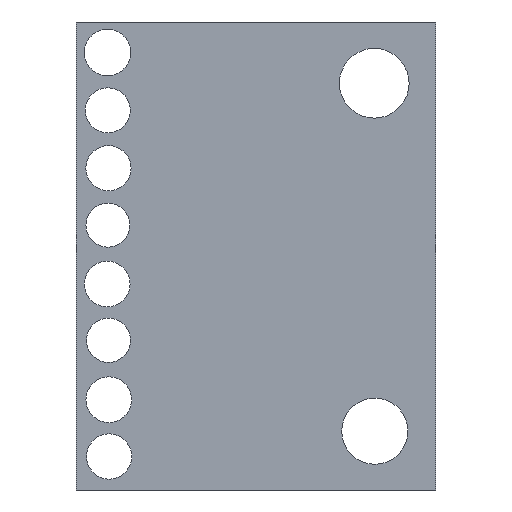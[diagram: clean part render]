
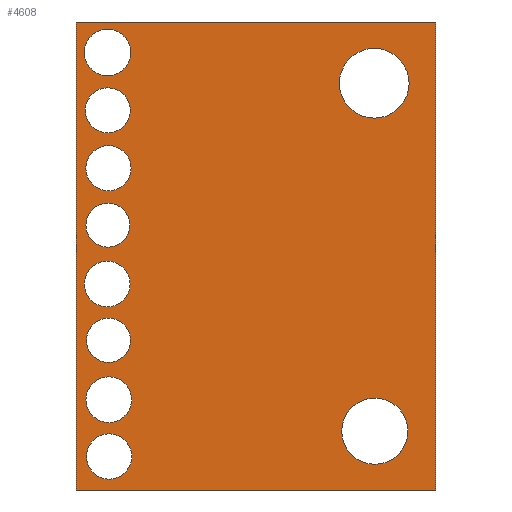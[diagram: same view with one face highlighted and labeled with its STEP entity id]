
A CAD part, front view. The second image highlights one B-rep face of the part: STEP entity #4608.
In plain terms, the highlighted planar face has unit normal (0, -1, 0).
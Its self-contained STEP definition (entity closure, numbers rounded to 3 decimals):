
#135=FACE_BOUND('',#781,.T.);
#136=FACE_BOUND('',#782,.T.);
#137=FACE_BOUND('',#783,.T.);
#138=FACE_BOUND('',#784,.T.);
#139=FACE_BOUND('',#785,.T.);
#140=FACE_BOUND('',#786,.T.);
#141=FACE_BOUND('',#787,.T.);
#142=FACE_BOUND('',#788,.T.);
#143=FACE_BOUND('',#789,.T.);
#144=FACE_BOUND('',#790,.T.);
#166=PLANE('',#5007);
#456=FACE_OUTER_BOUND('',#780,.T.);
#780=EDGE_LOOP('',(#3385,#3386,#3387,#3388));
#781=EDGE_LOOP('',(#3389));
#782=EDGE_LOOP('',(#3390));
#783=EDGE_LOOP('',(#3391));
#784=EDGE_LOOP('',(#3392));
#785=EDGE_LOOP('',(#3393));
#786=EDGE_LOOP('',(#3394));
#787=EDGE_LOOP('',(#3395));
#788=EDGE_LOOP('',(#3396));
#789=EDGE_LOOP('',(#3397));
#790=EDGE_LOOP('',(#3398));
#1117=LINE('',#6726,#1679);
#1120=LINE('',#6732,#1682);
#1123=LINE('',#6738,#1685);
#1126=LINE('',#6742,#1688);
#1679=VECTOR('',#5422,10.);
#1682=VECTOR('',#5427,10.);
#1685=VECTOR('',#5432,10.);
#1688=VECTOR('',#5437,10.);
#2230=CIRCLE('',#4974,0.98);
#2232=CIRCLE('',#4977,0.954);
#2234=CIRCLE('',#4980,1.01);
#2236=CIRCLE('',#4983,0.989);
#2238=CIRCLE('',#4986,1.508);
#2240=CIRCLE('',#4989,0.99);
#2242=CIRCLE('',#4992,0.978);
#2244=CIRCLE('',#4995,0.974);
#2246=CIRCLE('',#4998,0.956);
#2248=CIRCLE('',#5001,1.432);
#2282=VERTEX_POINT('',#6662);
#2284=VERTEX_POINT('',#6668);
#2286=VERTEX_POINT('',#6674);
#2288=VERTEX_POINT('',#6680);
#2290=VERTEX_POINT('',#6686);
#2292=VERTEX_POINT('',#6692);
#2294=VERTEX_POINT('',#6698);
#2296=VERTEX_POINT('',#6704);
#2298=VERTEX_POINT('',#6710);
#2300=VERTEX_POINT('',#6716);
#2303=VERTEX_POINT('',#6723);
#2304=VERTEX_POINT('',#6725);
#2306=VERTEX_POINT('',#6731);
#2308=VERTEX_POINT('',#6737);
#2695=EDGE_CURVE('',#2282,#2282,#2230,.T.);
#2698=EDGE_CURVE('',#2284,#2284,#2232,.T.);
#2701=EDGE_CURVE('',#2286,#2286,#2234,.T.);
#2704=EDGE_CURVE('',#2288,#2288,#2236,.T.);
#2707=EDGE_CURVE('',#2290,#2290,#2238,.T.);
#2710=EDGE_CURVE('',#2292,#2292,#2240,.T.);
#2713=EDGE_CURVE('',#2294,#2294,#2242,.T.);
#2716=EDGE_CURVE('',#2296,#2296,#2244,.T.);
#2719=EDGE_CURVE('',#2298,#2298,#2246,.T.);
#2722=EDGE_CURVE('',#2300,#2300,#2248,.T.);
#2725=EDGE_CURVE('',#2304,#2303,#1117,.T.);
#2728=EDGE_CURVE('',#2306,#2304,#1120,.T.);
#2731=EDGE_CURVE('',#2308,#2306,#1123,.T.);
#2734=EDGE_CURVE('',#2303,#2308,#1126,.T.);
#3385=ORIENTED_EDGE('',*,*,#2734,.T.);
#3386=ORIENTED_EDGE('',*,*,#2731,.T.);
#3387=ORIENTED_EDGE('',*,*,#2728,.T.);
#3388=ORIENTED_EDGE('',*,*,#2725,.T.);
#3389=ORIENTED_EDGE('',*,*,#2695,.T.);
#3390=ORIENTED_EDGE('',*,*,#2698,.T.);
#3391=ORIENTED_EDGE('',*,*,#2701,.T.);
#3392=ORIENTED_EDGE('',*,*,#2704,.T.);
#3393=ORIENTED_EDGE('',*,*,#2707,.T.);
#3394=ORIENTED_EDGE('',*,*,#2710,.T.);
#3395=ORIENTED_EDGE('',*,*,#2713,.T.);
#3396=ORIENTED_EDGE('',*,*,#2716,.T.);
#3397=ORIENTED_EDGE('',*,*,#2719,.T.);
#3398=ORIENTED_EDGE('',*,*,#2722,.T.);
#4608=ADVANCED_FACE('',(#456,#135,#136,#137,#138,#139,#140,#141,#142,#143,
#144),#166,.T.);
#4974=AXIS2_PLACEMENT_3D('',#6664,#5353,#5354);
#4977=AXIS2_PLACEMENT_3D('',#6670,#5360,#5361);
#4980=AXIS2_PLACEMENT_3D('',#6676,#5367,#5368);
#4983=AXIS2_PLACEMENT_3D('',#6682,#5374,#5375);
#4986=AXIS2_PLACEMENT_3D('',#6688,#5381,#5382);
#4989=AXIS2_PLACEMENT_3D('',#6694,#5388,#5389);
#4992=AXIS2_PLACEMENT_3D('',#6700,#5395,#5396);
#4995=AXIS2_PLACEMENT_3D('',#6706,#5402,#5403);
#4998=AXIS2_PLACEMENT_3D('',#6712,#5409,#5410);
#5001=AXIS2_PLACEMENT_3D('',#6718,#5416,#5417);
#5007=AXIS2_PLACEMENT_3D('',#6744,#5440,#5441);
#5353=DIRECTION('center_axis',(0.,1.,0.));
#5354=DIRECTION('ref_axis',(1.,0.,0.));
#5360=DIRECTION('center_axis',(0.,1.,0.));
#5361=DIRECTION('ref_axis',(1.,0.,0.));
#5367=DIRECTION('center_axis',(0.,1.,0.));
#5368=DIRECTION('ref_axis',(1.,0.,0.));
#5374=DIRECTION('center_axis',(0.,1.,0.));
#5375=DIRECTION('ref_axis',(1.,0.,0.));
#5381=DIRECTION('center_axis',(0.,1.,0.));
#5382=DIRECTION('ref_axis',(1.,0.,0.));
#5388=DIRECTION('center_axis',(0.,1.,0.));
#5389=DIRECTION('ref_axis',(1.,0.,0.));
#5395=DIRECTION('center_axis',(0.,1.,0.));
#5396=DIRECTION('ref_axis',(1.,0.,0.));
#5402=DIRECTION('center_axis',(0.,1.,0.));
#5403=DIRECTION('ref_axis',(1.,0.,0.));
#5409=DIRECTION('center_axis',(0.,1.,0.));
#5410=DIRECTION('ref_axis',(1.,0.,0.));
#5416=DIRECTION('center_axis',(0.,1.,0.));
#5417=DIRECTION('ref_axis',(1.,0.,0.));
#5422=DIRECTION('',(0.,0.,-1.));
#5427=DIRECTION('',(-1.,0.,0.));
#5432=DIRECTION('',(0.,0.,1.));
#5437=DIRECTION('',(1.,0.,0.));
#5440=DIRECTION('center_axis',(0.,-1.,0.));
#5441=DIRECTION('ref_axis',(0.,0.,-1.));
#6662=CARTESIAN_POINT('',(-15.12,-1.,-18.812));
#6664=CARTESIAN_POINT('Origin',(-14.14,-1.,-18.812));
#6668=CARTESIAN_POINT('',(-15.145,-1.,-8.794));
#6670=CARTESIAN_POINT('Origin',(-14.191,-1.,-8.794));
#6674=CARTESIAN_POINT('',(-15.216,-1.,-1.321));
#6676=CARTESIAN_POINT('Origin',(-14.206,-1.,-1.321));
#6680=CARTESIAN_POINT('',(-15.212,-1.,-11.345));
#6682=CARTESIAN_POINT('Origin',(-14.222,-1.,-11.345));
#6686=CARTESIAN_POINT('',(-4.167,-1.,-2.654));
#6688=CARTESIAN_POINT('Origin',(-2.659,-1.,-2.654));
#6692=CARTESIAN_POINT('',(-15.143,-1.,-16.352));
#6694=CARTESIAN_POINT('Origin',(-14.152,-1.,-16.352));
#6698=CARTESIAN_POINT('',(-15.145,-1.,-6.332));
#6700=CARTESIAN_POINT('Origin',(-14.167,-1.,-6.332));
#6704=CARTESIAN_POINT('',(-15.17,-1.,-3.824));
#6706=CARTESIAN_POINT('Origin',(-14.196,-1.,-3.824));
#6710=CARTESIAN_POINT('',(-15.121,-1.,-13.781));
#6712=CARTESIAN_POINT('Origin',(-14.165,-1.,-13.781));
#6716=CARTESIAN_POINT('',(-4.069,-1.,-17.715));
#6718=CARTESIAN_POINT('Origin',(-2.636,-1.,-17.715));
#6723=CARTESIAN_POINT('',(-15.56,-1.,-20.262));
#6725=CARTESIAN_POINT('',(-15.56,-1.,0.));
#6726=CARTESIAN_POINT('',(-15.56,-1.,0.));
#6731=CARTESIAN_POINT('',(0.,-1.,0.));
#6732=CARTESIAN_POINT('',(0.,-1.,0.));
#6737=CARTESIAN_POINT('',(0.,-1.,-20.262));
#6738=CARTESIAN_POINT('',(0.,-1.,-20.262));
#6742=CARTESIAN_POINT('',(-15.56,-1.,-20.262));
#6744=CARTESIAN_POINT('Origin',(-7.78,-1.,-10.131));
